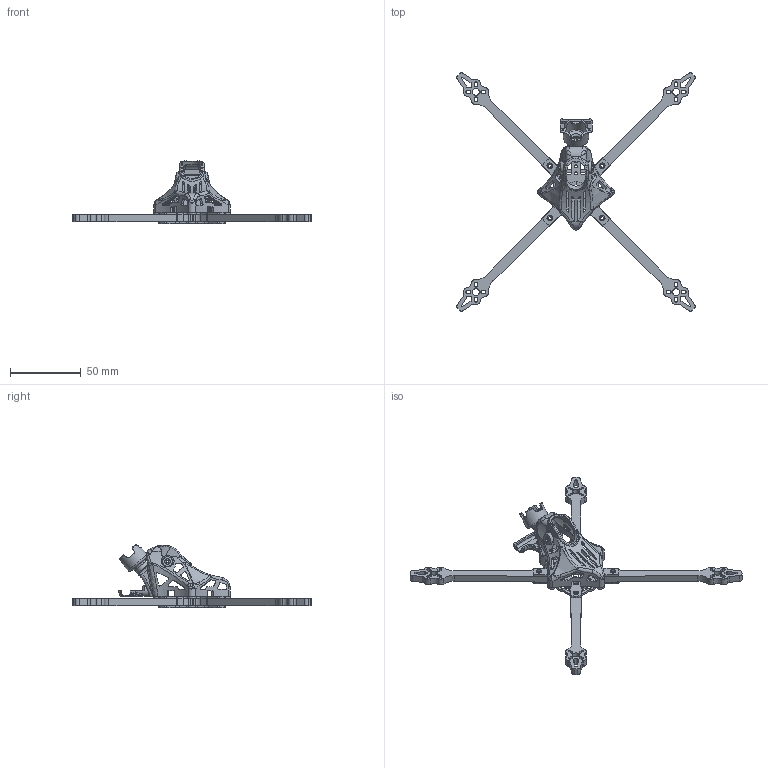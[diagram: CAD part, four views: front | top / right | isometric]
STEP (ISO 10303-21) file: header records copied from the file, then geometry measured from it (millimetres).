
FILE_DESCRIPTION(/* description */ (''),/* implementation_level */ '2;1');
FILE_NAME(/* name */ 'Source_PodRacer_v1.0_assembled.step',/* time_stamp */ '2020-07-18T13:09:16+02:00',/* author */ (''),/* organization */ (''),/* preprocessor_version */ 'ST-DEVELOPER v18.1',/* originating_system */ 'Autodesk Translation Framework v9.3.0.1241',/* authorisation */ '');
FILE_SCHEMA (('AUTOMOTIVE_DESIGN { 1 0 10303 214 3 1 1 }'));
Products named in the file (5): Source_PodRacer_v1.0_assembled; top; bottom; arm_5_inch_5mm; Source_PodRacer_v1.0_Pod FIXED v1
Assembly tree (7 placements, depth 2):
  Source_PodRacer_v1.0_assembled
    top
    arm_5_inch_5mm  x4
    bottom
    Source_PodRacer_v1.0_Pod FIXED v1
Bounding box: 168.33 x 168.33 x 44.89 mm (x, y, z)
Volume: 27992.8 mm3; surface area: 30967.7 mm2
Topology: 7 solids, 7 shells, 2673 faces, 7808 edges, 5137 vertices
Faces by surface type: plane 1992, cylinder 471, bspline 158, torus 36, cone 10, sphere 6
Full cylindrical faces by diameter (mm): 1.6 x4, 2 x30, 4 x11, 5 x4, 5.5 x1, 8 x1, 10.2 x1, 14.75 x1, 15 x2, 17.75 x1
Entity records: 106883 total; most frequent: CARTESIAN_POINT 41013, ORIENTED_EDGE 14560, DIRECTION 12627, EDGE_CURVE 7280, LINE 5199, VECTOR 5199, VERTEX_POINT 4795, AXIS2_PLACEMENT_3D 3714
